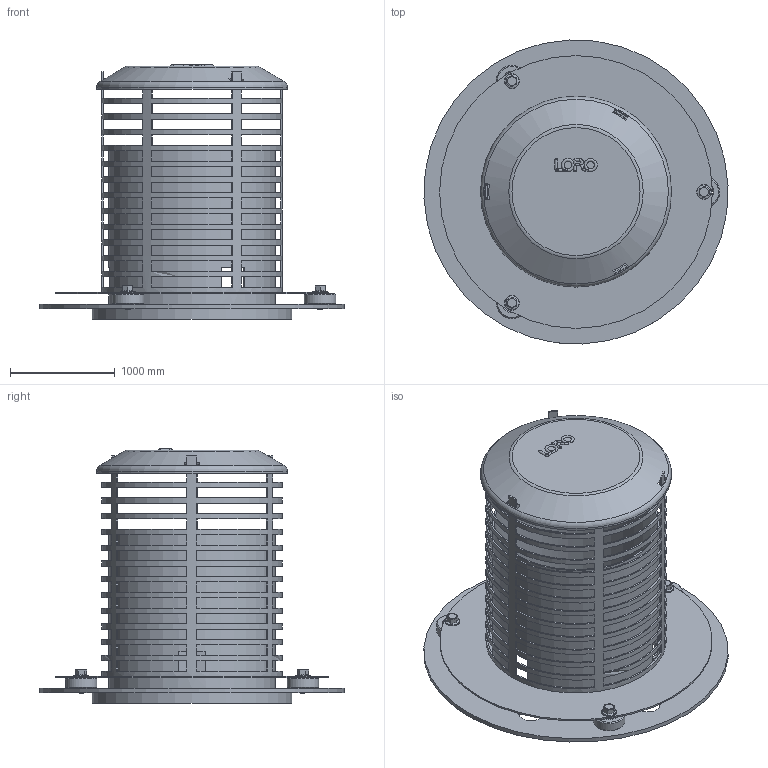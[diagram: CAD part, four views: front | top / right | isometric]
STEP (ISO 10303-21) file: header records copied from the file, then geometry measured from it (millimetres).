
FILE_DESCRIPTION(/* description */ (''),/* implementation_level */ '2;1');
FILE_NAME(/* name */ '14510.100X_3D.stp',/* time_stamp */ '2024-12-11T14:52:41+01:00',/* author */ ('CAD'),/* organization */ (''),/* preprocessor_version */ 'ST-DEVELOPER v20',/* originating_system */ 'AutoCAD Mechanical',/* authorisation */ '');
FILE_SCHEMA (('AUTOMOTIVE_DESIGN { 1 0 10303 214 3 1 1 }'));
Length unit declared in the file: centimetre
Products named in the file (4): Product; *S0; *U2; *U1
Assembly tree (5 placements, depth 3):
  Product
    *S0
    *U2
      *U1  x3
Bounding box: 2897.24 x 2897.24 x 2422.45 mm (x, y, z)
Volume: 536792703.4 mm3; surface area: 51419259.2 mm2
Topology: 12 solids, 12 shells, 525 faces, 1485 edges, 978 vertices
Faces by surface type: plane 395, cone 71, cylinder 40, torus 15, sphere 3, bspline 1
Full cylindrical faces by diameter (mm): 80 x3, 170 x3, 240 x6, 260 x3, 300 x3, 1560 x2, 1590 x1, 1600 x1, 1690 x2, 1720 x1, 1790 x1, 1820 x1, 1900 x1, 2600 x1, 2900 x1
Entity records: 15951 total; most frequent: CARTESIAN_POINT 2932, DIRECTION 2736, ORIENTED_EDGE 2656, EDGE_CURVE 1328, AXIS2_PLACEMENT_3D 973, VERTEX_POINT 880, LINE 790, VECTOR 790
